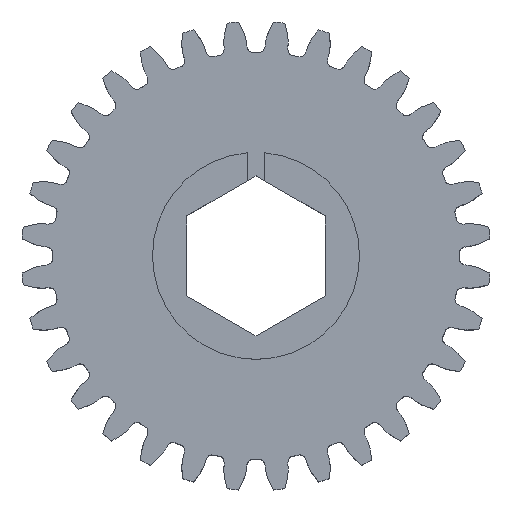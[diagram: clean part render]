
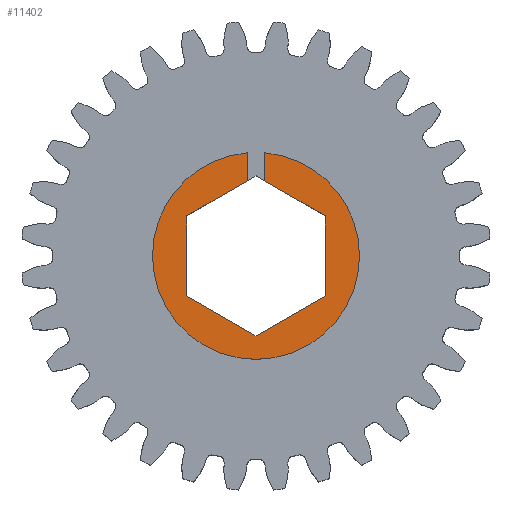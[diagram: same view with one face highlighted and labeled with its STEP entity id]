
A CAD part, top view. The second image highlights one B-rep face of the part: STEP entity #11402.
In plain terms, the highlighted planar face has unit normal (0, 0, 1).
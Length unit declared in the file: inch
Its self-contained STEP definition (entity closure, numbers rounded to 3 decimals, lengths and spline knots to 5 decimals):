
#76 = VECTOR ( 'NONE', #12038, 39.37008 ) ;
#164 = ORIENTED_EDGE ( 'NONE', *, *, #387, .F. ) ;
#280 = VECTOR ( 'NONE', #4472, 39.37008 ) ;
#387 = EDGE_CURVE ( 'NONE', #2222, #10640, #10926, .T. ) ;
#412 = CARTESIAN_POINT ( 'NONE',  ( 0., -0.28983, 0.249 ) ) ;
#498 = CARTESIAN_POINT ( 'NONE',  ( 0., 0., 0.249 ) ) ;
#536 = CARTESIAN_POINT ( 'NONE',  ( 0.251, 0.14491, 0.249 ) ) ;
#558 = EDGE_CURVE ( 'NONE', #2222, #8708, #6351, .T. ) ;
#581 = CIRCLE ( 'NONE', #794, 0.375 ) ;
#732 = EDGE_CURVE ( 'NONE', #13224, #5714, #581, .T. ) ;
#794 = AXIS2_PLACEMENT_3D ( 'NONE', #498, #13481, #2515 ) ;
#1202 = EDGE_CURVE ( 'NONE', #7629, #2850, #9976, .T. ) ;
#1649 = DIRECTION ( 'NONE',  ( 0., -1., 0. ) ) ;
#1701 = LINE ( 'NONE', #4766, #5399 ) ;
#1710 = DIRECTION ( 'NONE',  ( 1., 0., 0. ) ) ;
#1920 = VECTOR ( 'NONE', #8772, 39.37008 ) ;
#2164 = CARTESIAN_POINT ( 'NONE',  ( 0.03125, 0.3737, 0.249 ) ) ;
#2222 = VERTEX_POINT ( 'NONE', #3495 ) ;
#2322 = VERTEX_POINT ( 'NONE', #536 ) ;
#2515 = DIRECTION ( 'NONE',  ( 1., 0., 0. ) ) ;
#2697 = ORIENTED_EDGE ( 'NONE', *, *, #9585, .F. ) ;
#2725 = CARTESIAN_POINT ( 'NONE',  ( -0.03125, 0.27179, 0.249 ) ) ;
#2850 = VERTEX_POINT ( 'NONE', #8130 ) ;
#3495 = CARTESIAN_POINT ( 'NONE',  ( -0.03125, 0.3737, 0.249 ) ) ;
#3668 = CARTESIAN_POINT ( 'NONE',  ( 0., 0., 0.249 ) ) ;
#3884 = EDGE_CURVE ( 'NONE', #10640, #7436, #5556, .T. ) ;
#4472 = DIRECTION ( 'NONE',  ( 0.866, -0.5, 0. ) ) ;
#4664 = DIRECTION ( 'NONE',  ( 0.866, 0.5, 0. ) ) ;
#4712 = LINE ( 'NONE', #7785, #76 ) ;
#4766 = CARTESIAN_POINT ( 'NONE',  ( 0.251, -0.14491, 0.249 ) ) ;
#4917 = ORIENTED_EDGE ( 'NONE', *, *, #6503, .F. ) ;
#5226 = CARTESIAN_POINT ( 'NONE',  ( 0., -0.28983, 0.249 ) ) ;
#5399 = VECTOR ( 'NONE', #6863, 39.37008 ) ;
#5405 = ORIENTED_EDGE ( 'NONE', *, *, #12615, .F. ) ;
#5521 = LINE ( 'NONE', #10691, #280 ) ;
#5556 = LINE ( 'NONE', #8000, #1920 ) ;
#5714 = VERTEX_POINT ( 'NONE', #2164 ) ;
#5860 = LINE ( 'NONE', #11244, #6598 ) ;
#6351 = CIRCLE ( 'NONE', #6813, 0.375 ) ;
#6431 = DIRECTION ( 'NONE',  ( -0.866, 0.5, 0. ) ) ;
#6503 = EDGE_CURVE ( 'NONE', #7436, #12988, #5860, .T. ) ;
#6598 = VECTOR ( 'NONE', #10128, 39.37008 ) ;
#6813 = AXIS2_PLACEMENT_3D ( 'NONE', #3668, #7933, #10097 ) ;
#6863 = DIRECTION ( 'NONE',  ( 0., 1., 0. ) ) ;
#7359 = EDGE_CURVE ( 'NONE', #2322, #8853, #9644, .T. ) ;
#7436 = VERTEX_POINT ( 'NONE', #10689 ) ;
#7462 = EDGE_CURVE ( 'NONE', #8708, #13224, #13536, .T. ) ;
#7620 = ORIENTED_EDGE ( 'NONE', *, *, #3884, .F. ) ;
#7629 = VERTEX_POINT ( 'NONE', #5226 ) ;
#7785 = CARTESIAN_POINT ( 'NONE',  ( 0.03125, 0.10437, 0.249 ) ) ;
#7933 = DIRECTION ( 'NONE',  ( 0., 0., 1. ) ) ;
#8000 = CARTESIAN_POINT ( 'NONE',  ( 0., 0.28983, 0.249 ) ) ;
#8130 = CARTESIAN_POINT ( 'NONE',  ( 0.251, -0.14491, 0.249 ) ) ;
#8269 = PLANE ( 'NONE',  #13454 ) ;
#8335 = ORIENTED_EDGE ( 'NONE', *, *, #9426, .F. ) ;
#8604 = CARTESIAN_POINT ( 'NONE',  ( 0.375, 0., 0.249 ) ) ;
#8665 = DIRECTION ( 'NONE',  ( 1., 0., 0. ) ) ;
#8708 = VERTEX_POINT ( 'NONE', #11429 ) ;
#8772 = DIRECTION ( 'NONE',  ( -0.866, -0.5, 0. ) ) ;
#8853 = VERTEX_POINT ( 'NONE', #12143 ) ;
#9178 = FACE_OUTER_BOUND ( 'NONE', #9736, .T. ) ;
#9426 = EDGE_CURVE ( 'NONE', #12988, #7629, #5521, .T. ) ;
#9452 = DIRECTION ( 'NONE',  ( 0., 0., 1. ) ) ;
#9505 = VECTOR ( 'NONE', #6431, 39.37008 ) ;
#9585 = EDGE_CURVE ( 'NONE', #2850, #2322, #1701, .T. ) ;
#9644 = LINE ( 'NONE', #11740, #9505 ) ;
#9647 = CARTESIAN_POINT ( 'NONE',  ( -0.251, -0.14491, 0.249 ) ) ;
#9706 = ORIENTED_EDGE ( 'NONE', *, *, #1202, .F. ) ;
#9734 = AXIS2_PLACEMENT_3D ( 'NONE', #12851, #9452, #8665 ) ;
#9736 = EDGE_LOOP ( 'NONE', ( #164, #11852, #11543, #13457, #5405, #13686, #2697, #9706, #8335, #4917, #7620 ) ) ;
#9976 = LINE ( 'NONE', #412, #10589 ) ;
#10027 = CARTESIAN_POINT ( 'NONE',  ( -0.03125, 0.10437, 0.249 ) ) ;
#10083 = CARTESIAN_POINT ( 'NONE',  ( 0., 0., 0.249 ) ) ;
#10097 = DIRECTION ( 'NONE',  ( 1., 0., 0. ) ) ;
#10128 = DIRECTION ( 'NONE',  ( 0., -1., 0. ) ) ;
#10589 = VECTOR ( 'NONE', #4664, 39.37008 ) ;
#10640 = VERTEX_POINT ( 'NONE', #2725 ) ;
#10689 = CARTESIAN_POINT ( 'NONE',  ( -0.251, 0.14491, 0.249 ) ) ;
#10691 = CARTESIAN_POINT ( 'NONE',  ( -0.251, -0.14491, 0.249 ) ) ;
#10926 = LINE ( 'NONE', #10027, #11921 ) ;
#11244 = CARTESIAN_POINT ( 'NONE',  ( -0.251, 0.14491, 0.249 ) ) ;
#11272 = DIRECTION ( 'NONE',  ( 0., 0., 1. ) ) ;
#11402 = ADVANCED_FACE ( 'NONE', ( #9178 ), #8269, .T. ) ;
#11429 = CARTESIAN_POINT ( 'NONE',  ( -0.375, 0., 0.249 ) ) ;
#11543 = ORIENTED_EDGE ( 'NONE', *, *, #7462, .T. ) ;
#11740 = CARTESIAN_POINT ( 'NONE',  ( 0.251, 0.14491, 0.249 ) ) ;
#11852 = ORIENTED_EDGE ( 'NONE', *, *, #558, .T. ) ;
#11921 = VECTOR ( 'NONE', #1649, 39.37008 ) ;
#12038 = DIRECTION ( 'NONE',  ( 0., 1., 0. ) ) ;
#12143 = CARTESIAN_POINT ( 'NONE',  ( 0.03125, 0.27179, 0.249 ) ) ;
#12615 = EDGE_CURVE ( 'NONE', #8853, #5714, #4712, .T. ) ;
#12851 = CARTESIAN_POINT ( 'NONE',  ( 0., 0., 0.249 ) ) ;
#12988 = VERTEX_POINT ( 'NONE', #9647 ) ;
#13224 = VERTEX_POINT ( 'NONE', #8604 ) ;
#13454 = AXIS2_PLACEMENT_3D ( 'NONE', #10083, #11272, #1710 ) ;
#13457 = ORIENTED_EDGE ( 'NONE', *, *, #732, .T. ) ;
#13481 = DIRECTION ( 'NONE',  ( 0., 0., 1. ) ) ;
#13536 = CIRCLE ( 'NONE', #9734, 0.375 ) ;
#13686 = ORIENTED_EDGE ( 'NONE', *, *, #7359, .F. ) ;
